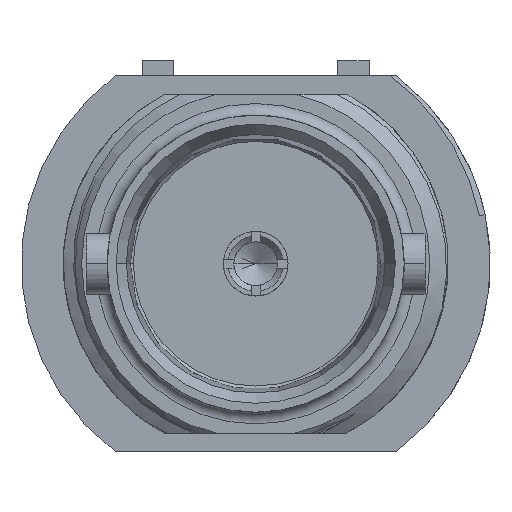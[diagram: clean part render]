
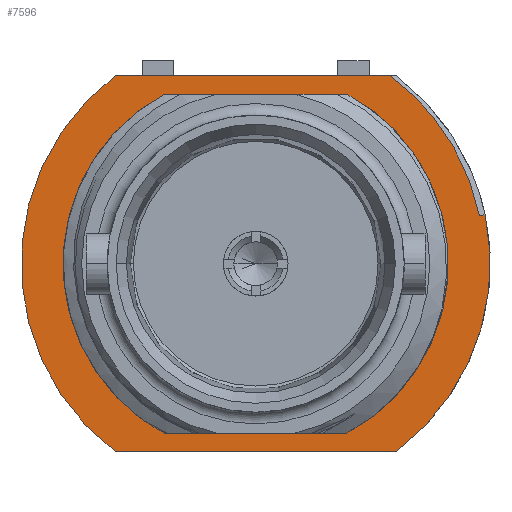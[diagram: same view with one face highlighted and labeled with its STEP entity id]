
A CAD part, left-side view. The second image highlights one B-rep face of the part: STEP entity #7596.
In plain terms, the highlighted planar face has unit normal (-1, 0, 0).
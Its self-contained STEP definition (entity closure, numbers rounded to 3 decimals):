
#421=DIRECTION('',(0.,1.,0.));
#422=VECTOR('',#421,9.133);
#423=CARTESIAN_POINT('',(20.33,-4.567,-6.1));
#424=LINE('',#423,#422);
#425=DIRECTION('',(0.,1.,0.));
#426=VECTOR('',#425,8.945);
#427=CARTESIAN_POINT('',(20.33,-4.378,6.1));
#428=LINE('',#427,#426);
#429=CARTESIAN_POINT('',(20.33,-7.267,1.551));
#430=CARTESIAN_POINT('',(20.33,-7.231,1.731));
#431=CARTESIAN_POINT('',(20.33,-7.146,2.087));
#432=CARTESIAN_POINT('',(20.33,-6.98,2.612));
#433=CARTESIAN_POINT('',(20.33,-6.776,3.123));
#434=CARTESIAN_POINT('',(20.33,-6.534,3.618));
#435=CARTESIAN_POINT('',(20.33,-6.256,4.094));
#436=CARTESIAN_POINT('',(20.33,-5.943,4.549));
#437=CARTESIAN_POINT('',(20.33,-5.597,4.98));
#438=CARTESIAN_POINT('',(20.33,-5.221,5.384));
#439=CARTESIAN_POINT('',(20.33,-4.815,5.76));
#440=CARTESIAN_POINT('',(20.33,-4.527,5.99));
#441=CARTESIAN_POINT('',(20.33,-4.378,6.1));
#443=DIRECTION('',(0.,0.978,-0.209));
#444=VECTOR('',#443,0.19);
#445=CARTESIAN_POINT('',(20.33,-7.452,1.591));
#446=LINE('',#445,#444);
#447=DIRECTION('',(0.,1.,0.));
#448=VECTOR('',#447,5.921);
#449=CARTESIAN_POINT('',(20.33,-2.961,5.51));
#450=LINE('',#449,#448);
#451=DIRECTION('',(0.,1.,0.));
#452=VECTOR('',#451,5.921);
#453=CARTESIAN_POINT('',(20.33,-2.961,-5.51));
#454=LINE('',#453,#452);
#464=CARTESIAN_POINT('',(20.33,0.,0.));
#465=DIRECTION('',(-1.,0.,0.));
#466=DIRECTION('',(0.,0.599,0.801));
#467=AXIS2_PLACEMENT_3D('',#464,#465,#466);
#497=CARTESIAN_POINT('',(20.33,0.,0.));
#498=DIRECTION('',(-1.,0.,0.));
#499=DIRECTION('',(0.,-0.599,-0.801));
#500=AXIS2_PLACEMENT_3D('',#497,#498,#499);
#1368=CARTESIAN_POINT('',(20.33,0.,0.));
#1369=DIRECTION('',(1.,0.,0.));
#1370=DIRECTION('',(0.,-0.473,0.881));
#1371=AXIS2_PLACEMENT_3D('',#1368,#1369,#1370);
#1449=CARTESIAN_POINT('',(20.33,0.,0.));
#1450=DIRECTION('',(1.,0.,0.));
#1451=DIRECTION('',(0.,0.473,-0.881));
#1452=AXIS2_PLACEMENT_3D('',#1449,#1450,#1451);
#6380=CARTESIAN_POINT('',(20.33,2.961,-5.51));
#6382=VERTEX_POINT('',#6380);
#6416=CARTESIAN_POINT('',(20.33,-2.961,-5.51));
#6418=VERTEX_POINT('',#6416);
#6443=CARTESIAN_POINT('',(20.33,-2.961,5.51));
#6444=CARTESIAN_POINT('',(20.33,2.961,5.51));
#6445=VERTEX_POINT('',#6443);
#6446=VERTEX_POINT('',#6444);
#6513=CARTESIAN_POINT('',(20.33,-7.452,1.591));
#6514=CARTESIAN_POINT('',(20.33,-7.267,1.551));
#6515=VERTEX_POINT('',#6513);
#6516=VERTEX_POINT('',#6514);
#6646=CARTESIAN_POINT('',(20.33,4.567,-6.1));
#6647=VERTEX_POINT('',#6646);
#6648=CARTESIAN_POINT('',(20.33,-4.567,-6.1));
#6649=VERTEX_POINT('',#6648);
#6650=CARTESIAN_POINT('',(20.33,-4.378,6.1));
#6651=CARTESIAN_POINT('',(20.33,4.567,6.1));
#6652=VERTEX_POINT('',#6650);
#6653=VERTEX_POINT('',#6651);
#7568=CARTESIAN_POINT('',(20.33,0.,0.));
#7569=DIRECTION('',(-1.,0.,0.));
#7570=DIRECTION('',(0.,1.,0.));
#7571=AXIS2_PLACEMENT_3D('',#7568,#7569,#7570);
#7572=PLANE('',#7571);
#7574=ORIENTED_EDGE('',*,*,#7573,.T.);
#7576=ORIENTED_EDGE('',*,*,#7575,.F.);
#7578=ORIENTED_EDGE('',*,*,#7577,.F.);
#7580=ORIENTED_EDGE('',*,*,#7579,.F.);
#7582=ORIENTED_EDGE('',*,*,#7581,.F.);
#7584=ORIENTED_EDGE('',*,*,#7583,.F.);
#7585=EDGE_LOOP('',(#7574,#7576,#7578,#7580,#7582,#7584));
#7586=FACE_OUTER_BOUND('',#7585,.F.);
#7588=ORIENTED_EDGE('',*,*,#7587,.F.);
#7589=ORIENTED_EDGE('',*,*,#7406,.T.);
#7591=ORIENTED_EDGE('',*,*,#7590,.F.);
#7593=ORIENTED_EDGE('',*,*,#7592,.F.);
#7594=EDGE_LOOP('',(#7588,#7589,#7591,#7593));
#7595=FACE_BOUND('',#7594,.F.);
#7596=ADVANCED_FACE('',(#7586,#7595),#7572,.T.);
#442=B_SPLINE_CURVE_WITH_KNOTS('',3,(#429,#430,#431,#432,#433,#434,#435,#436,
#437,#438,#439,#440,#441),.UNSPECIFIED.,.F.,.F.,(4,1,1,1,1,1,1,1,1,1,4),(0.,
0.1,0.2,0.3,0.4,0.5,0.6,0.7,0.8,0.9,1.),.UNSPECIFIED.);
#468=CIRCLE('',#467,7.62);
#501=CIRCLE('',#500,7.62);
#1372=CIRCLE('',#1371,6.255);
#1453=CIRCLE('',#1452,6.255);
#7406=EDGE_CURVE('',#6445,#6446,#450,.T.);
#7573=EDGE_CURVE('',#6649,#6647,#424,.T.);
#7575=EDGE_CURVE('',#6653,#6647,#468,.T.);
#7577=EDGE_CURVE('',#6652,#6653,#428,.T.);
#7579=EDGE_CURVE('',#6516,#6652,#442,.T.);
#7581=EDGE_CURVE('',#6515,#6516,#446,.T.);
#7583=EDGE_CURVE('',#6649,#6515,#501,.T.);
#7587=EDGE_CURVE('',#6445,#6418,#1372,.T.);
#7590=EDGE_CURVE('',#6382,#6446,#1453,.T.);
#7592=EDGE_CURVE('',#6418,#6382,#454,.T.);
